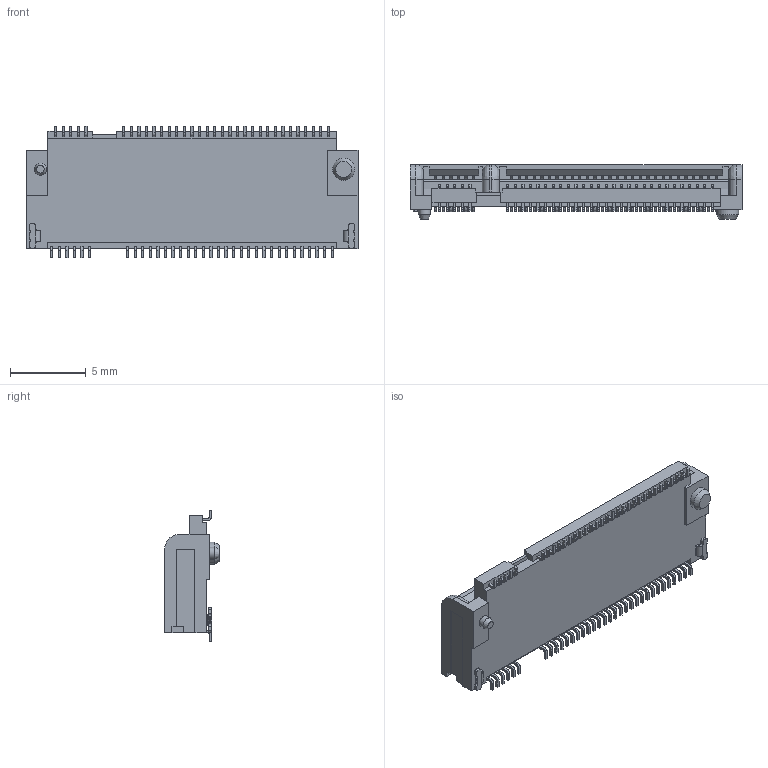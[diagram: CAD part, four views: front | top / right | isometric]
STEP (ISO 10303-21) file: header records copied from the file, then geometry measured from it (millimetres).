
FILE_DESCRIPTION(/* description */ (''),/* implementation_level */ '2;1');
FILE_NAME(/* name */ '2199119-5 v1.step',/* time_stamp */ '2022-06-29T12:01:11+03:00',/* author */ (''),/* organization */ (''),/* preprocessor_version */ 'ST-DEVELOPER v19',/* originating_system */ 'Autodesk Translation Framework v11.7.0.108',/* authorisation */ '');
FILE_SCHEMA (('AUTOMOTIVE_DESIGN { 1 0 10303 214 3 1 1 }'));
Length unit declared in the file: millimetre
Products named in the file (1): 2199119-5
Bounding box: 21.9 x 3.62 x 8.7 mm (x, y, z)
Volume: 336.1 mm3; surface area: 702.6 mm2
Topology: 137 solids, 137 shells, 1720 faces, 4301 edges, 2861 vertices
Faces by surface type: plane 1211, cylinder 503, bspline 4, cone 2
Full cylindrical faces by diameter (mm): 0.8 x1, 1.45 x1
Entity records: 51360 total; most frequent: CARTESIAN_POINT 9191, DIRECTION 8747, ORIENTED_EDGE 8602, EDGE_CURVE 4301, LINE 3273, VECTOR 3273, VERTEX_POINT 2861, AXIS2_PLACEMENT_3D 2737
